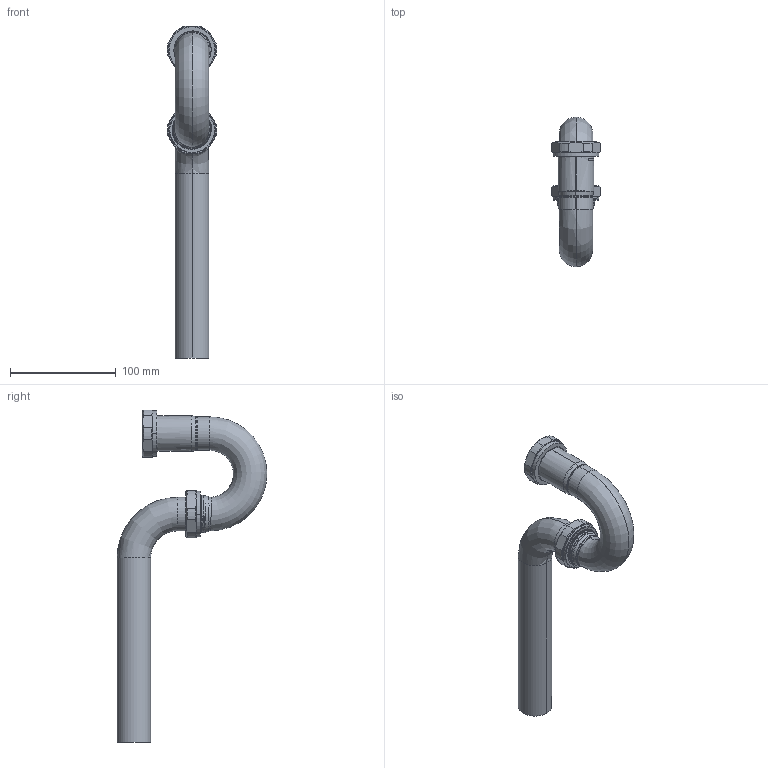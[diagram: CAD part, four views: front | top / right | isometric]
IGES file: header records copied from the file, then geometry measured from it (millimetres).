
Start section:  PTC IGES file: 301_sw0001.igs
Global section: file name: 301_sw0001.igs; native system: Creo Parametric by PTC Inc.; preprocessor: 2018500; author: NSantos; organization: Unknown; date: 20210607.125340; units: inch
Bounding box: 46.6 x 141.86 x 314.48 mm (x, y, z)
Surface area: 81491.6 mm2 (no closed solid volume)
Topology: 0 solids, 0 shells, 177 faces, 838 edges, 838 vertices
Faces by surface type: revolution 120, bspline 57
